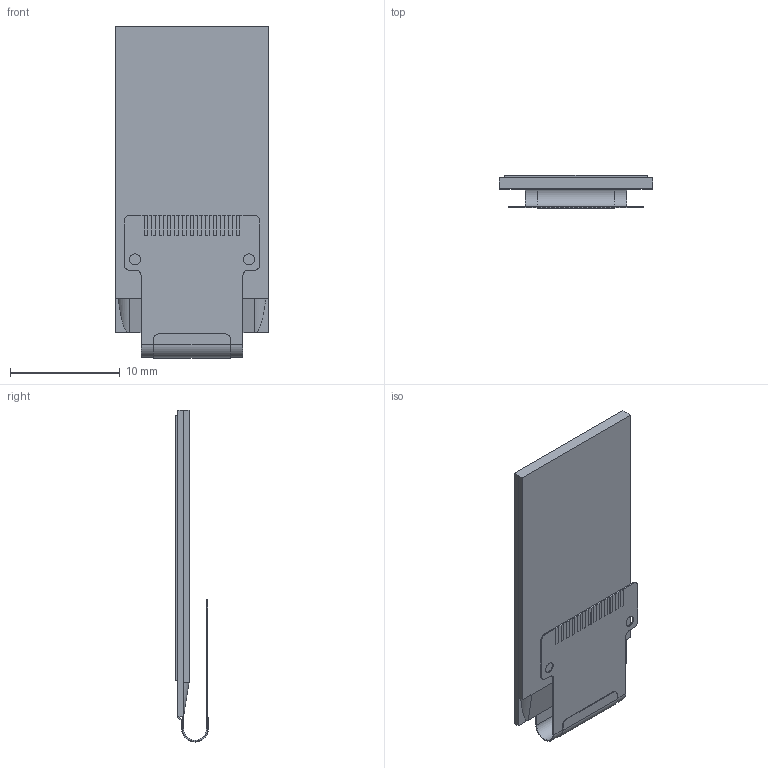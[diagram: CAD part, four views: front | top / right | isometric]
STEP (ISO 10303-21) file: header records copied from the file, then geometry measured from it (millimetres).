
FILE_DESCRIPTION(/* description */ (''),/* implementation_level */ '2;1');
FILE_NAME(/* name */ 'OLED_XABL014.step',/* time_stamp */ '2021-08-21T21:31:12+02:00',/* author */ (''),/* organization */ (''),/* preprocessor_version */ 'ST-DEVELOPER v18.1',/* originating_system */ 'Autodesk Translation Framework v10.9.0.1377',/* authorisation */ '');
FILE_SCHEMA (('AUTOMOTIVE_DESIGN { 1 0 10303 214 3 1 1 }'));
Length unit declared in the file: millimetre
Products named in the file (1): OLED_XABL014
Bounding box: 14 x 2.98 x 30.31 mm (x, y, z)
Volume: 472.1 mm3; surface area: 1227.5 mm2
Topology: 1 solids, 1 shells, 136 faces, 369 edges, 234 vertices
Faces by surface type: plane 111, cylinder 25
Full cylindrical faces by diameter (mm): 1 x2
Entity records: 4344 total; most frequent: CARTESIAN_POINT 740, ORIENTED_EDGE 738, DIRECTION 697, EDGE_CURVE 369, LINE 315, VECTOR 315, VERTEX_POINT 234, AXIS2_PLACEMENT_3D 191
